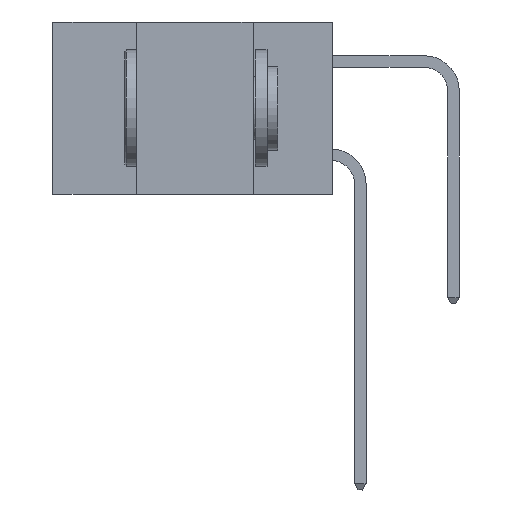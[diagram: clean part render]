
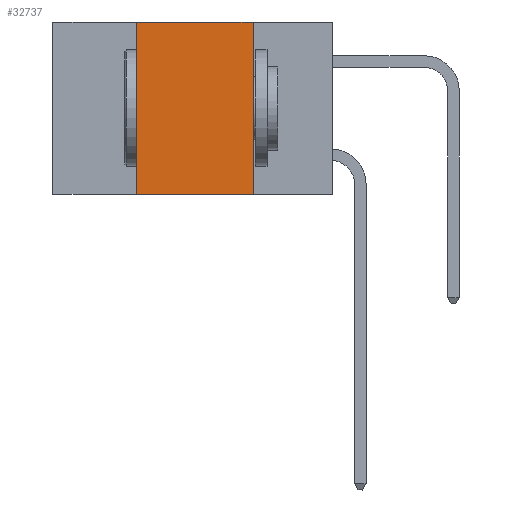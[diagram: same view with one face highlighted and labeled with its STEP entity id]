
A CAD part, left-side view. The second image highlights one B-rep face of the part: STEP entity #32737.
In plain terms, the highlighted planar face has unit normal (-1, 0, 0).
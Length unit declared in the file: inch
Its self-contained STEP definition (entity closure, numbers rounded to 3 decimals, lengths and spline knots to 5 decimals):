
#1287 = CARTESIAN_POINT ( 'NONE',  ( 0., 0.42, 0. ) ) ;
#3279 = LINE ( 'NONE', #4828, #17078 ) ;
#4828 = CARTESIAN_POINT ( 'NONE',  ( 0., 0.6, 0. ) ) ;
#5399 = CARTESIAN_POINT ( 'NONE',  ( 0., 0.17, -0.37 ) ) ;
#5472 = VERTEX_POINT ( 'NONE', #1287 ) ;
#7667 = LINE ( 'NONE', #21170, #28388 ) ;
#8293 = DIRECTION ( 'NONE',  ( 0., 0., 1. ) ) ;
#10168 = DIRECTION ( 'NONE',  ( 0., 0., -1. ) ) ;
#12319 = EDGE_CURVE ( 'NONE', #19778, #5472, #14750, .T. ) ;
#12985 = EDGE_CURVE ( 'NONE', #27004, #27316, #20615, .T. ) ;
#14750 = LINE ( 'NONE', #29785, #28188 ) ;
#16579 = EDGE_CURVE ( 'NONE', #5472, #27004, #3279, .T. ) ;
#17078 = VECTOR ( 'NONE', #21205, 39.37008 ) ;
#19778 = VERTEX_POINT ( 'NONE', #31558 ) ;
#20615 = LINE ( 'NONE', #29862, #27738 ) ;
#21170 = CARTESIAN_POINT ( 'NONE',  ( 0., 0.6, -0.37 ) ) ;
#21205 = DIRECTION ( 'NONE',  ( 0., -1., 0. ) ) ;
#22596 = ORIENTED_EDGE ( 'NONE', *, *, #16579, .F. ) ;
#22705 = CARTESIAN_POINT ( 'NONE',  ( 0., 0.17, 0. ) ) ;
#23631 = PLANE ( 'NONE',  #31312 ) ;
#23870 = EDGE_LOOP ( 'NONE', ( #29301, #22596, #23921, #32224 ) ) ;
#23921 = ORIENTED_EDGE ( 'NONE', *, *, #12319, .F. ) ;
#26322 = DIRECTION ( 'NONE',  ( 1., 0., 0. ) ) ;
#26550 = DIRECTION ( 'NONE',  ( 0., -1., 0. ) ) ;
#27004 = VERTEX_POINT ( 'NONE', #22705 ) ;
#27316 = VERTEX_POINT ( 'NONE', #5399 ) ;
#27738 = VECTOR ( 'NONE', #32524, 39.37008 ) ;
#28188 = VECTOR ( 'NONE', #8293, 39.37008 ) ;
#28388 = VECTOR ( 'NONE', #26550, 39.37008 ) ;
#29209 = EDGE_CURVE ( 'NONE', #19778, #27316, #7667, .T. ) ;
#29301 = ORIENTED_EDGE ( 'NONE', *, *, #12985, .F. ) ;
#29785 = CARTESIAN_POINT ( 'NONE',  ( 0., 0.42, 0. ) ) ;
#29862 = CARTESIAN_POINT ( 'NONE',  ( 0., 0.17, 0. ) ) ;
#31312 = AXIS2_PLACEMENT_3D ( 'NONE', #31594, #26322, #10168 ) ;
#31558 = CARTESIAN_POINT ( 'NONE',  ( 0., 0.42, -0.37 ) ) ;
#31594 = CARTESIAN_POINT ( 'NONE',  ( 0., 0.6, 0. ) ) ;
#32224 = ORIENTED_EDGE ( 'NONE', *, *, #29209, .T. ) ;
#32344 = FACE_OUTER_BOUND ( 'NONE', #23870, .T. ) ;
#32524 = DIRECTION ( 'NONE',  ( 0., 0., -1. ) ) ;
#32737 = ADVANCED_FACE ( 'NONE', ( #32344 ), #23631, .F. ) ;
